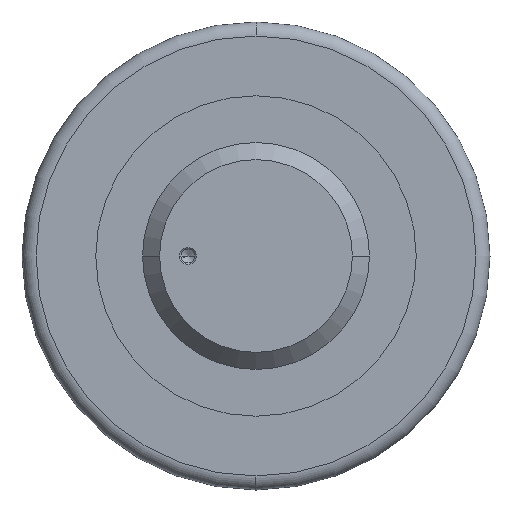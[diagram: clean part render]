
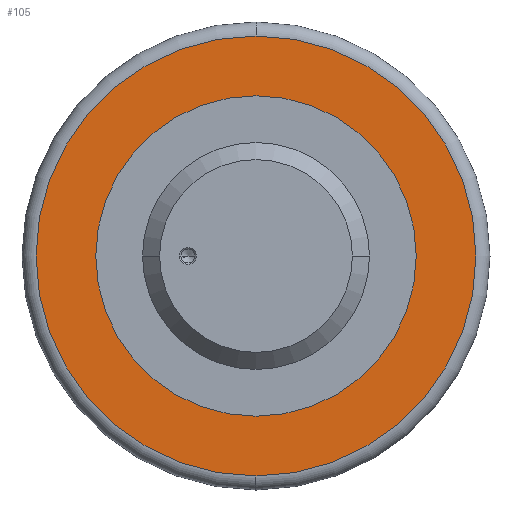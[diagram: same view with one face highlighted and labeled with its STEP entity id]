
A CAD part, left-side view. The second image highlights one B-rep face of the part: STEP entity #105.
In plain terms, the highlighted planar face has unit normal (-1, 0, 0).
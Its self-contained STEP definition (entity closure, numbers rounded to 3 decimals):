
#105=ADVANCED_FACE('',(#178,#179),#180,.T.);
#178=FACE_OUTER_BOUND('',#265,.T.);
#179=FACE_BOUND('',#266,.T.);
#180=PLANE('',#267);
#265=EDGE_LOOP('',(#520,#521,#522));
#266=EDGE_LOOP('',(#523,#524));
#267=AXIS2_PLACEMENT_3D('',#525,#526,#527);
#520=ORIENTED_EDGE('',*,*,#621,.T.);
#521=ORIENTED_EDGE('',*,*,#692,.T.);
#522=ORIENTED_EDGE('',*,*,#622,.T.);
#523=ORIENTED_EDGE('',*,*,#609,.T.);
#524=ORIENTED_EDGE('',*,*,#693,.T.);
#525=CARTESIAN_POINT('',(8.0,38.775,0.));
#526=DIRECTION('',(-1.0,0.,0.));
#527=DIRECTION('',(0.,1.0,0.));
#609=EDGE_CURVE('',#703,#707,#709,.T.);
#621=EDGE_CURVE('',#732,#730,#733,.T.);
#622=EDGE_CURVE('',#724,#732,#734,.T.);
#692=EDGE_CURVE('',#730,#724,#850,.T.);
#693=EDGE_CURVE('',#707,#703,#851,.T.);
#703=VERTEX_POINT('',#861);
#707=VERTEX_POINT('',#866);
#709=CIRCLE('',#869,56.5);
#724=VERTEX_POINT('',#888);
#730=VERTEX_POINT('',#894);
#732=VERTEX_POINT('',#896);
#733=CIRCLE('',#897,77.55);
#734=CIRCLE('',#898,77.55);
#850=CIRCLE('',#1295,77.55);
#851=CIRCLE('',#1296,56.5);
#861=CARTESIAN_POINT('',(8.0,0.0,-56.5));
#866=CARTESIAN_POINT('',(8.0,0.,56.5));
#869=AXIS2_PLACEMENT_3D('',#1310,#1311,#1312);
#888=CARTESIAN_POINT('',(8.,0.,77.55));
#894=CARTESIAN_POINT('',(8.0,0.,-77.55));
#896=CARTESIAN_POINT('',(8.,77.55,0.));
#897=AXIS2_PLACEMENT_3D('',#1338,#1339,#1340);
#898=AXIS2_PLACEMENT_3D('',#1341,#1342,#1343);
#1295=AXIS2_PLACEMENT_3D('',#1461,#1462,#1463);
#1296=AXIS2_PLACEMENT_3D('',#1464,#1465,#1466);
#1310=CARTESIAN_POINT('',(8.0,0.0,0.0));
#1311=DIRECTION('',(1.0,0.0,0.0));
#1312=DIRECTION('',(0.0,0.0,-1.0));
#1338=CARTESIAN_POINT('',(8.,0.0,0.));
#1339=DIRECTION('',(-1.0,0.0,0.));
#1340=DIRECTION('',(0.0,1.0,0.0));
#1341=CARTESIAN_POINT('',(8.,0.0,0.));
#1342=DIRECTION('',(-1.0,0.0,0.));
#1343=DIRECTION('',(0.0,1.0,0.0));
#1461=CARTESIAN_POINT('',(8.,0.0,0.));
#1462=DIRECTION('',(-1.0,0.0,0.));
#1463=DIRECTION('',(0.0,1.0,0.0));
#1464=CARTESIAN_POINT('',(8.0,0.0,0.0));
#1465=DIRECTION('',(1.0,0.0,0.0));
#1466=DIRECTION('',(0.0,0.0,-1.0));
